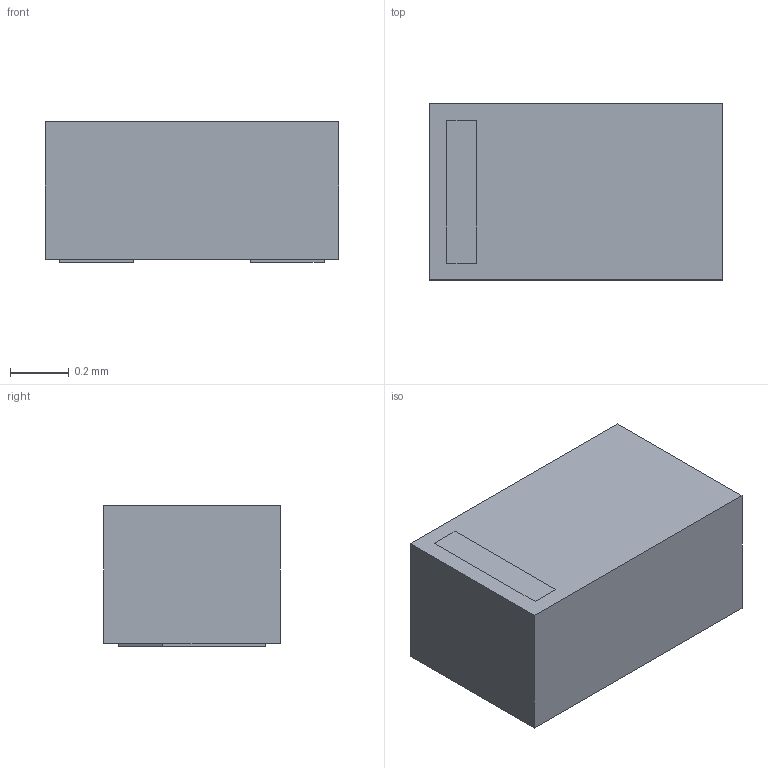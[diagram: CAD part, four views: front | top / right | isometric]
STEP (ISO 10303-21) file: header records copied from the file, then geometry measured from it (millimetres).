
FILE_DESCRIPTION(/* description */ (''),/* implementation_level */ '2;1');
FILE_NAME(/* name */ 'ESDALC5-1BT2.step',/* time_stamp */ '2022-09-18T14:11:30-06:00',/* author */ (''),/* organization */ (''),/* preprocessor_version */ 'ST-DEVELOPER v19',/* originating_system */ 'Autodesk Translation Framework v11.7.0.108',/* authorisation */ '');
FILE_SCHEMA (('AUTOMOTIVE_DESIGN { 1 0 10303 214 3 1 1 }'));
Length unit declared in the file: millimetre
Products named in the file (1): ESDALC5-1BT2
Bounding box: 1 x 0.6 x 0.48 mm (x, y, z)
Volume: 0.3 mm3; surface area: 3.5 mm2
Topology: 4 solids, 4 shells, 30 faces, 63 edges, 42 vertices
Faces by surface type: plane 30
Entity records: 831 total; most frequent: CARTESIAN_POINT 136, ORIENTED_EDGE 126, DIRECTION 125, LINE 63, VECTOR 63, EDGE_CURVE 63, VERTEX_POINT 42, EDGE_LOOP 31
